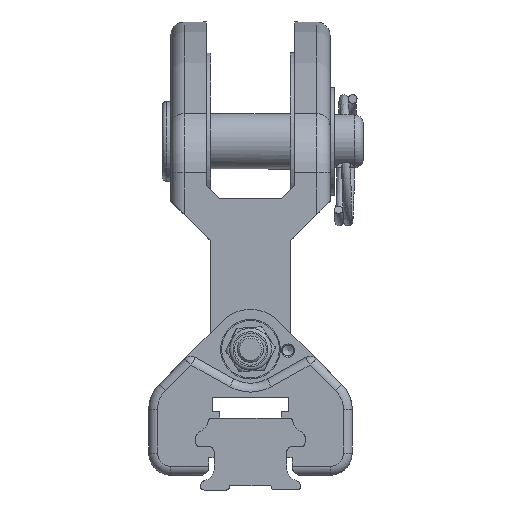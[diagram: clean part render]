
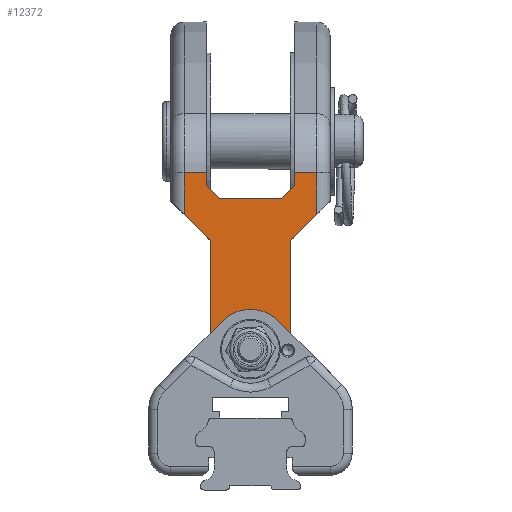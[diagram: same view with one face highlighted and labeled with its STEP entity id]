
A CAD part, front view. The second image highlights one B-rep face of the part: STEP entity #12372.
In plain terms, the highlighted planar face has unit normal (0, -1, 0).
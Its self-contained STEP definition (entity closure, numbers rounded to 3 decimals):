
#419=FACE_BOUND('',#1676,.T.);
#558=PLANE('',#13434);
#954=FACE_OUTER_BOUND('',#1675,.T.);
#1675=EDGE_LOOP('',(#9339,#9340,#9341,#9342,#9343,#9344,#9345,#9346,#9347,
#9348,#9349,#9350,#9351,#9352));
#1676=EDGE_LOOP('',(#9353,#9354));
#2405=CIRCLE('',#13216,9.);
#2519=CIRCLE('',#13435,7.9);
#2520=CIRCLE('',#13436,7.9);
#3560=LINE('',#19841,#4364);
#3565=LINE('',#19860,#4369);
#3573=LINE('',#19883,#4377);
#3620=LINE('',#20486,#4424);
#3621=LINE('',#20488,#4425);
#3622=LINE('',#20489,#4426);
#3623=LINE('',#20491,#4427);
#3624=LINE('',#20493,#4428);
#3625=LINE('',#20494,#4429);
#3626=LINE('',#20496,#4430);
#3627=LINE('',#20498,#4431);
#3628=LINE('',#20500,#4432);
#3629=LINE('',#20501,#4433);
#4364=VECTOR('',#15652,10.);
#4369=VECTOR('',#15669,10.);
#4377=VECTOR('',#15691,10.);
#4424=VECTOR('',#15948,10.);
#4425=VECTOR('',#15949,10.);
#4426=VECTOR('',#15950,10.);
#4427=VECTOR('',#15951,10.);
#4428=VECTOR('',#15952,10.);
#4429=VECTOR('',#15953,10.);
#4430=VECTOR('',#15954,10.);
#4431=VECTOR('',#15955,10.);
#4432=VECTOR('',#15956,10.);
#4433=VECTOR('',#15957,10.);
#5224=VERTEX_POINT('',#19458);
#5225=VERTEX_POINT('',#19460);
#5324=VERTEX_POINT('',#19838);
#5325=VERTEX_POINT('',#19840);
#5332=VERTEX_POINT('',#19858);
#5333=VERTEX_POINT('',#19859);
#5341=VERTEX_POINT('',#19881);
#5443=VERTEX_POINT('',#20485);
#5444=VERTEX_POINT('',#20487);
#5445=VERTEX_POINT('',#20490);
#5446=VERTEX_POINT('',#20492);
#5447=VERTEX_POINT('',#20495);
#5448=VERTEX_POINT('',#20497);
#5449=VERTEX_POINT('',#20499);
#5450=VERTEX_POINT('',#20502);
#5451=VERTEX_POINT('',#20503);
#6660=EDGE_CURVE('',#5225,#5224,#2405,.T.);
#6794=EDGE_CURVE('',#5325,#5324,#3560,.T.);
#6804=EDGE_CURVE('',#5332,#5333,#3565,.T.);
#6817=EDGE_CURVE('',#5341,#5333,#3573,.T.);
#6971=EDGE_CURVE('',#5224,#5443,#3620,.T.);
#6972=EDGE_CURVE('',#5443,#5444,#3621,.T.);
#6973=EDGE_CURVE('',#5332,#5444,#3622,.T.);
#6974=EDGE_CURVE('',#5445,#5341,#3623,.T.);
#6975=EDGE_CURVE('',#5446,#5445,#3624,.T.);
#6976=EDGE_CURVE('',#5325,#5446,#3625,.T.);
#6977=EDGE_CURVE('',#5324,#5447,#3626,.T.);
#6978=EDGE_CURVE('',#5448,#5447,#3627,.T.);
#6979=EDGE_CURVE('',#5448,#5449,#3628,.T.);
#6980=EDGE_CURVE('',#5449,#5225,#3629,.T.);
#6981=EDGE_CURVE('',#5450,#5451,#2519,.T.);
#6982=EDGE_CURVE('',#5451,#5450,#2520,.T.);
#9339=ORIENTED_EDGE('',*,*,#6660,.T.);
#9340=ORIENTED_EDGE('',*,*,#6971,.T.);
#9341=ORIENTED_EDGE('',*,*,#6972,.T.);
#9342=ORIENTED_EDGE('',*,*,#6973,.F.);
#9343=ORIENTED_EDGE('',*,*,#6804,.T.);
#9344=ORIENTED_EDGE('',*,*,#6817,.F.);
#9345=ORIENTED_EDGE('',*,*,#6974,.F.);
#9346=ORIENTED_EDGE('',*,*,#6975,.F.);
#9347=ORIENTED_EDGE('',*,*,#6976,.F.);
#9348=ORIENTED_EDGE('',*,*,#6794,.T.);
#9349=ORIENTED_EDGE('',*,*,#6977,.T.);
#9350=ORIENTED_EDGE('',*,*,#6978,.F.);
#9351=ORIENTED_EDGE('',*,*,#6979,.T.);
#9352=ORIENTED_EDGE('',*,*,#6980,.T.);
#9353=ORIENTED_EDGE('',*,*,#6981,.T.);
#9354=ORIENTED_EDGE('',*,*,#6982,.T.);
#12372=ADVANCED_FACE('',(#954,#419),#558,.T.);
#13216=AXIS2_PLACEMENT_3D('',#19461,#15391,#15392);
#13434=AXIS2_PLACEMENT_3D('',#20484,#15946,#15947);
#13435=AXIS2_PLACEMENT_3D('',#20504,#15958,#15959);
#13436=AXIS2_PLACEMENT_3D('',#20505,#15960,#15961);
#15391=DIRECTION('center_axis',(0.,-1.,0.));
#15392=DIRECTION('ref_axis',(0.,0.,
-1.));
#15652=DIRECTION('',(0.,0.,1.));
#15669=DIRECTION('',(-1.,0.,0.));
#15691=DIRECTION('',(0.,0.,1.));
#15946=DIRECTION('center_axis',(0.,-1.,0.));
#15947=DIRECTION('ref_axis',(0.,0.,
-1.));
#15948=DIRECTION('',(0.,0.,1.));
#15949=DIRECTION('',(0.707,0.,0.707));
#15950=DIRECTION('',(0.,0.,-1.));
#15951=DIRECTION('',(0.707,0.,0.707));
#15952=DIRECTION('',(1.,0.,0.));
#15953=DIRECTION('',(0.707,0.,-0.707));
#15954=DIRECTION('',(-1.,0.,0.));
#15955=DIRECTION('',(0.,0.,1.));
#15956=DIRECTION('',(0.707,0.,-0.707));
#15957=DIRECTION('',(0.,0.,-1.));
#15958=DIRECTION('center_axis',(0.,1.,0.));
#15959=DIRECTION('ref_axis',(0.059,0.,-0.998));
#15960=DIRECTION('center_axis',(0.,1.,0.));
#15961=DIRECTION('ref_axis',(0.059,0.,-0.998));
#19458=CARTESIAN_POINT('',(9.,-94.5,18.817));
#19460=CARTESIAN_POINT('',(-9.,-94.5,18.817));
#19461=CARTESIAN_POINT('Origin',(0.,-94.5,18.817));
#19838=CARTESIAN_POINT('',(-10.,-94.5,60.217));
#19840=CARTESIAN_POINT('',(-10.,-94.5,57.317));
#19841=CARTESIAN_POINT('',(-10.,-94.5,94.317));
#19858=CARTESIAN_POINT('',(15.,-94.5,60.217));
#19859=CARTESIAN_POINT('',(10.,-94.5,60.217));
#19860=CARTESIAN_POINT('',(0.,-94.5,60.217));
#19881=CARTESIAN_POINT('',(10.,-94.5,57.317));
#19883=CARTESIAN_POINT('',(10.,-94.5,75.817));
#20484=CARTESIAN_POINT('Origin',(0.,-94.5,94.317));
#20485=CARTESIAN_POINT('',(9.,-94.5,44.817));
#20486=CARTESIAN_POINT('',(9.,-94.5,69.567));
#20487=CARTESIAN_POINT('',(15.,-94.5,50.817));
#20488=CARTESIAN_POINT('',(23.625,-94.5,59.442));
#20489=CARTESIAN_POINT('',(15.,-94.5,83.754));
#20490=CARTESIAN_POINT('',(7.,-94.5,54.317));
#20491=CARTESIAN_POINT('',(15.25,-94.5,62.567));
#20492=CARTESIAN_POINT('',(-7.,-94.5,54.317));
#20493=CARTESIAN_POINT('',(-3.5,-94.5,54.317));
#20494=CARTESIAN_POINT('',(-16.75,-94.5,64.067));
#20495=CARTESIAN_POINT('',(-15.,-94.5,60.217));
#20496=CARTESIAN_POINT('',(0.,-94.5,60.217));
#20497=CARTESIAN_POINT('',(-15.,-94.5,50.817));
#20498=CARTESIAN_POINT('',(-15.,-94.5,83.754));
#20499=CARTESIAN_POINT('',(-9.,-94.5,44.817));
#20500=CARTESIAN_POINT('',(-19.125,-94.5,54.942));
#20501=CARTESIAN_POINT('',(-9.,-94.5,56.567));
#20502=CARTESIAN_POINT('',(0.469,-94.5,12.431));
#20503=CARTESIAN_POINT('',(-0.469,-94.5,28.203));
#20504=CARTESIAN_POINT('Origin',(0.,-94.5,
20.317));
#20505=CARTESIAN_POINT('Origin',(0.,-94.5,
20.317));
